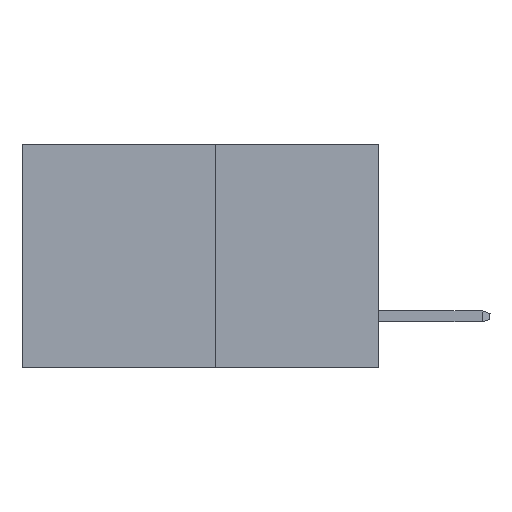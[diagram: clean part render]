
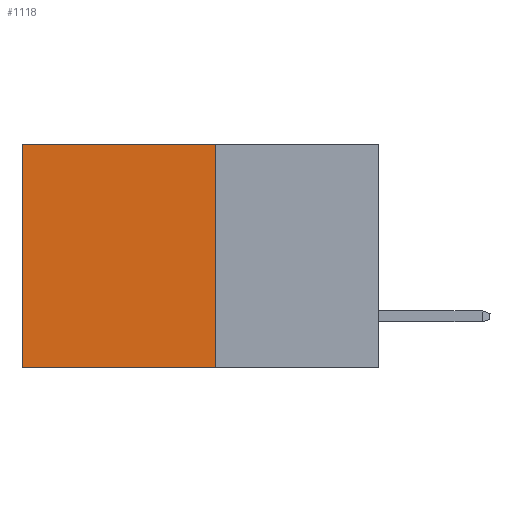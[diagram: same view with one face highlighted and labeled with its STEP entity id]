
A CAD part, left-side view. The second image highlights one B-rep face of the part: STEP entity #1118.
In plain terms, the highlighted planar face has unit normal (-1, 0, 0).
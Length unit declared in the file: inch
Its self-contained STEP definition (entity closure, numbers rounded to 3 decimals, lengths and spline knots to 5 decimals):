
#82 = VECTOR ( 'NONE', #2840, 39.37008 ) ;
#85 = DIRECTION ( 'NONE',  ( 0., 0., -1. ) ) ;
#217 = LINE ( 'NONE', #1955, #8578 ) ;
#269 = CARTESIAN_POINT ( 'NONE',  ( 0.277, 0.27, 0. ) ) ;
#316 = CARTESIAN_POINT ( 'NONE',  ( 0.277, 0.27, -0.37 ) ) ;
#1118 = ADVANCED_FACE ( 'NONE', ( #4957 ), #1283, .F. ) ;
#1133 = VERTEX_POINT ( 'NONE', #7026 ) ;
#1283 = PLANE ( 'NONE',  #9653 ) ;
#1338 = EDGE_LOOP ( 'NONE', ( #4808, #7001, #9785, #10047 ) ) ;
#1925 = EDGE_CURVE ( 'NONE', #7387, #9394, #4449, .T. ) ;
#1931 = DIRECTION ( 'NONE',  ( 0., 1., 0. ) ) ;
#1955 = CARTESIAN_POINT ( 'NONE',  ( 0.277, 0.27, 0. ) ) ;
#1993 = EDGE_CURVE ( 'NONE', #1133, #9394, #3653, .T. ) ;
#2394 = CARTESIAN_POINT ( 'NONE',  ( 0.277, 0.27, -0.37 ) ) ;
#2809 = CARTESIAN_POINT ( 'NONE',  ( 0.277, 0.59, -0.37 ) ) ;
#2840 = DIRECTION ( 'NONE',  ( 0., 1., 0. ) ) ;
#3653 = LINE ( 'NONE', #4490, #9645 ) ;
#4319 = DIRECTION ( 'NONE',  ( 0., 0., -1. ) ) ;
#4449 = LINE ( 'NONE', #7615, #82 ) ;
#4490 = CARTESIAN_POINT ( 'NONE',  ( 0.277, 0.59, -0.37 ) ) ;
#4808 = ORIENTED_EDGE ( 'NONE', *, *, #1993, .T. ) ;
#4957 = FACE_OUTER_BOUND ( 'NONE', #1338, .T. ) ;
#5952 = LINE ( 'NONE', #316, #9783 ) ;
#6525 = VERTEX_POINT ( 'NONE', #269 ) ;
#7001 = ORIENTED_EDGE ( 'NONE', *, *, #1925, .F. ) ;
#7026 = CARTESIAN_POINT ( 'NONE',  ( 0.277, 0.59, 0. ) ) ;
#7253 = EDGE_CURVE ( 'NONE', #6525, #1133, #217, .T. ) ;
#7387 = VERTEX_POINT ( 'NONE', #10065 ) ;
#7554 = EDGE_CURVE ( 'NONE', #6525, #7387, #5952, .T. ) ;
#7615 = CARTESIAN_POINT ( 'NONE',  ( 0.277, 0.27, -0.37 ) ) ;
#8578 = VECTOR ( 'NONE', #1931, 39.37008 ) ;
#8989 = DIRECTION ( 'NONE',  ( 0., 0., -1. ) ) ;
#9394 = VERTEX_POINT ( 'NONE', #2809 ) ;
#9645 = VECTOR ( 'NONE', #8989, 39.37008 ) ;
#9653 = AXIS2_PLACEMENT_3D ( 'NONE', #2394, #9884, #4319 ) ;
#9783 = VECTOR ( 'NONE', #85, 39.37008 ) ;
#9785 = ORIENTED_EDGE ( 'NONE', *, *, #7554, .F. ) ;
#9884 = DIRECTION ( 'NONE',  ( 1., 0., 0. ) ) ;
#10047 = ORIENTED_EDGE ( 'NONE', *, *, #7253, .T. ) ;
#10065 = CARTESIAN_POINT ( 'NONE',  ( 0.277, 0.27, -0.37 ) ) ;
